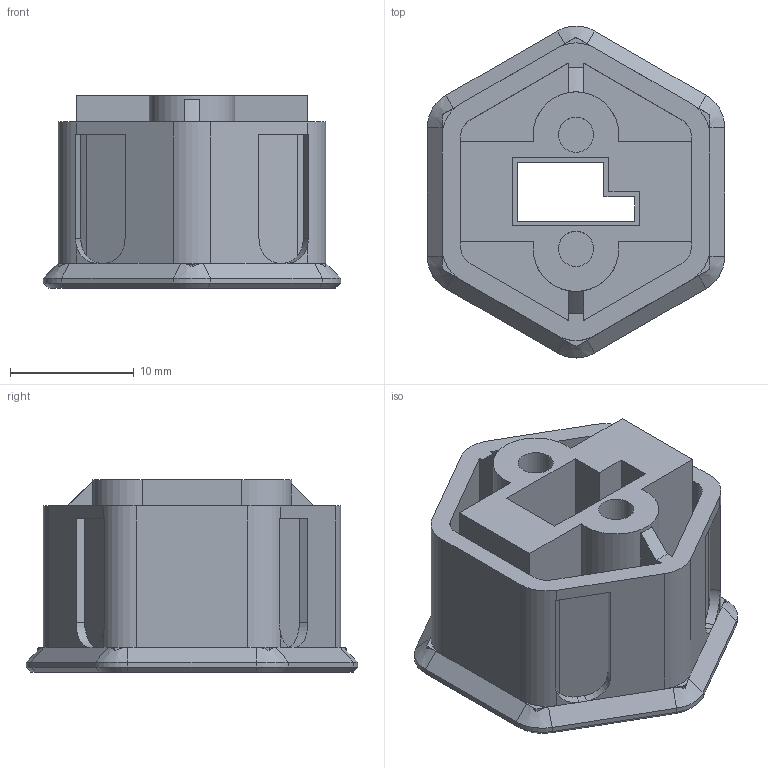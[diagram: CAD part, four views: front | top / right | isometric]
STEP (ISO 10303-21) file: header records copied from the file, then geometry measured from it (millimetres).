
FILE_DESCRIPTION(/* description */ (''),/* implementation_level */ '2;1');
FILE_NAME(/* name */ 'ADXL_Skirt-Plug.stp',/* time_stamp */ '2021-08-31T12:09:50+02:00',/* author */ ('Rama'),/* organization */ (''),/* preprocessor_version */ 'ST-DEVELOPER v18.1',/* originating_system */ 'Autodesk Inventor 2021',/* authorisation */ '');
FILE_SCHEMA (('AUTOMOTIVE_DESIGN { 1 0 10303 214 3 1 1 }'));
Length unit declared in the file: millimetre
Products named in the file (1): 5-pin_microfit_skirt_insert
Bounding box: 24 x 26.78 x 15.5 mm (x, y, z)
Volume: 3845.3 mm3; surface area: 3817 mm2
Topology: 1 solids, 1 shells, 269 faces, 665 edges, 411 vertices
Faces by surface type: plane 205, cylinder 32, bspline 18, cone 14
Full cylindrical faces by diameter (mm): 2.84 x2
Entity records: 8218 total; most frequent: CARTESIAN_POINT 1736, ORIENTED_EDGE 1330, DIRECTION 1195, EDGE_CURVE 665, LINE 525, VECTOR 525, VERTEX_POINT 411, AXIS2_PLACEMENT_3D 335
